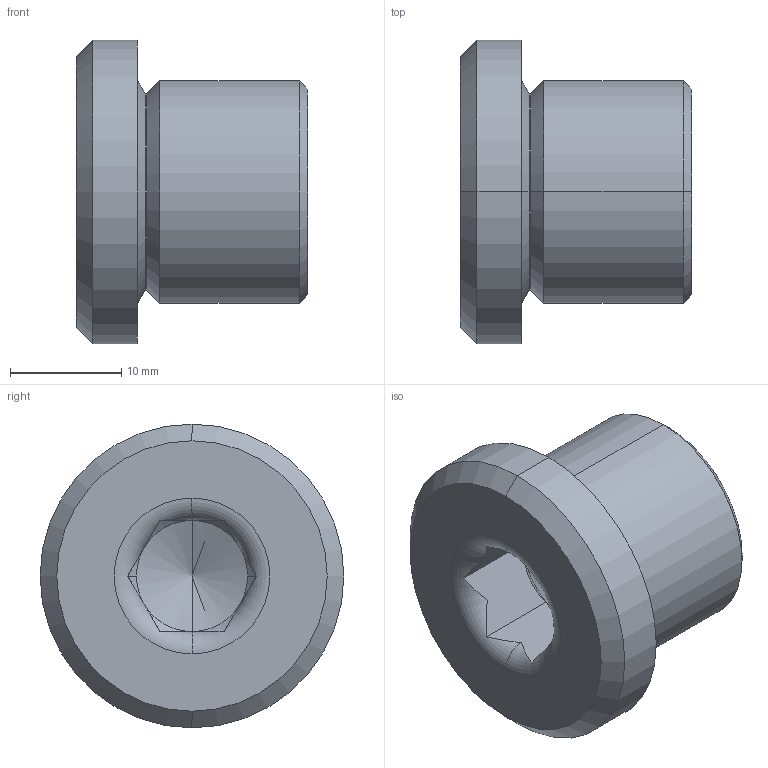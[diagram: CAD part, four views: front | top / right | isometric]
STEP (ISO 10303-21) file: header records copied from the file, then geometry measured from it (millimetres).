
FILE_DESCRIPTION (( 'STEP AP203' ), '1' );
FILE_NAME ('767 MUSHROOM HEAD PLUG.M20 WITH O RING.STEP', '2016-02-16T09:21:35', ( 'bel_it' ), ( '' ), 'SwSTEP 2.0', 'SolidWorks 2014', '' );
FILE_SCHEMA (( 'CONFIG_CONTROL_DESIGN' ));
Length unit declared in the file: millimetre
Products named in the file (1): 767 MUSHROOM HEAD PLUG.M20 WITH O RING
Bounding box: 20.8 x 27.3 x 27.3 mm (x, y, z)
Volume: 6369.5 mm3; surface area: 3246.3 mm2
Topology: 1 solids, 1 shells, 49 faces, 112 edges, 67 vertices
Faces by surface type: cone 18, plane 17, cylinder 12, torus 2
Entity records: 1557 total; most frequent: CARTESIAN_POINT 381, DIRECTION 242, ORIENTED_EDGE 220, EDGE_CURVE 110, AXIS2_PLACEMENT_3D 100, VERTEX_POINT 67, EDGE_LOOP 53, CIRCLE 50
